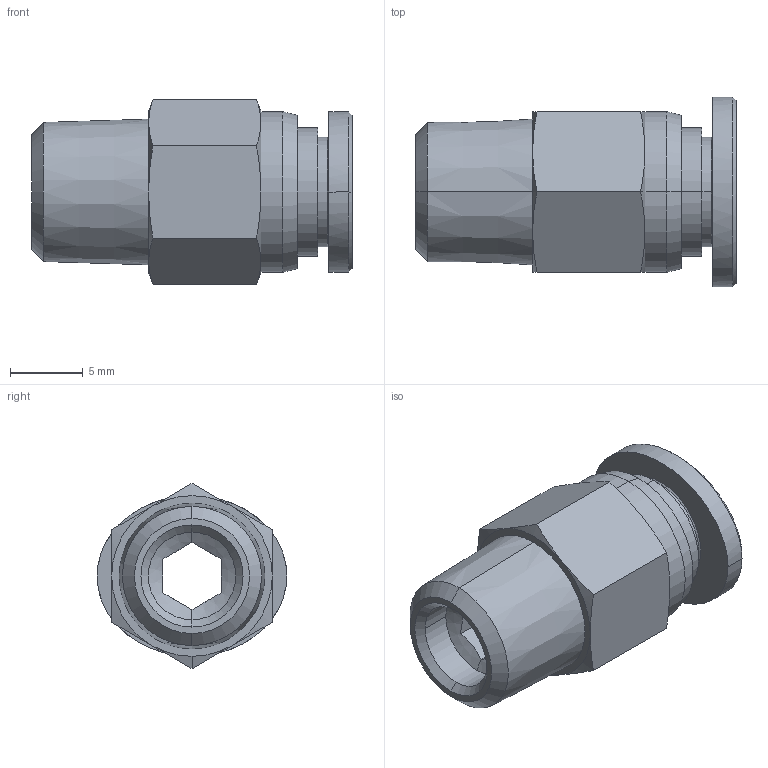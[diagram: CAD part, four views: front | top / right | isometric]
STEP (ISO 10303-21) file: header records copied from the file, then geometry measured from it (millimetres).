
FILE_DESCRIPTION (( 'STEP AP214' ), '1' );
FILE_NAME ('PC06-01.STEP', '2018-09-10T09:05:07', ( '' ), ( '' ), 'SwSTEP 2.0', 'SolidWorks 2018', '' );
FILE_SCHEMA (( 'AUTOMOTIVE_DESIGN' ));
Length unit declared in the file: millimetre
Products named in the file (1): PC06-01
Bounding box: 21.95 x 13 x 12.7 mm (x, y, z)
Surface area: 1381.4 mm2 (no closed solid volume)
Topology: 0 solids, 2 shells, 254 faces, 702 edges, 459 vertices
Faces by surface type: plane 177, bspline 32, cone 26, cylinder 19
Entity records: 11989 total; most frequent: CARTESIAN_POINT 3036, ORIENTED_EDGE 1376, DIRECTION 1107, EDGE_CURVE 702, VECTOR 531, LINE 531, VERTEX_POINT 459, AXIS2_PLACEMENT_3D 288
